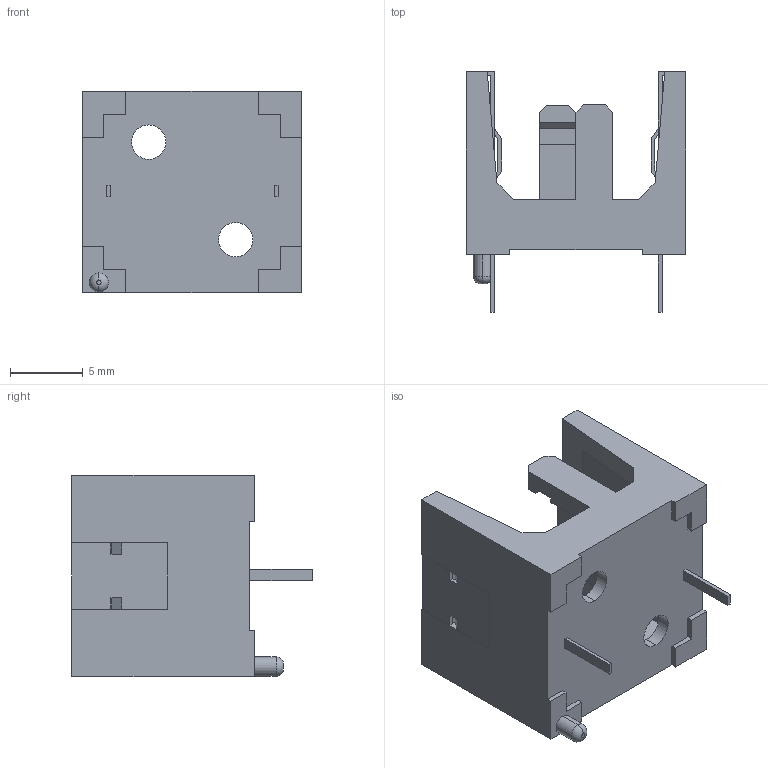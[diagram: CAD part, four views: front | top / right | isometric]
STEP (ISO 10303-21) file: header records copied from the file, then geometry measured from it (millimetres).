
FILE_DESCRIPTION (( 'STEP AP214' ), '1' );
FILE_NAME ('BC1(dash)3N.STEP', '2019-11-28T04:35:42', ( '' ), ( '' ), 'SwSTEP 2.0', 'SolidWorks 2016', '' );
FILE_SCHEMA (( 'AUTOMOTIVE_DESIGN' ));
Length unit declared in the file: inch
Products named in the file (1): BC1(dash)3N
Bounding box: 15.11 x 16.54 x 13.84 mm (x, y, z)
Volume: 894.7 mm3; surface area: 1830.3 mm2
Topology: 3 solids, 3 shells, 207 faces, 588 edges, 386 vertices
Faces by surface type: plane 195, cylinder 10, torus 2
Entity records: 6676 total; most frequent: CARTESIAN_POINT 1182, ORIENTED_EDGE 1176, DIRECTION 1028, EDGE_CURVE 588, VECTOR 564, LINE 564, VERTEX_POINT 386, AXIS2_PLACEMENT_3D 232
